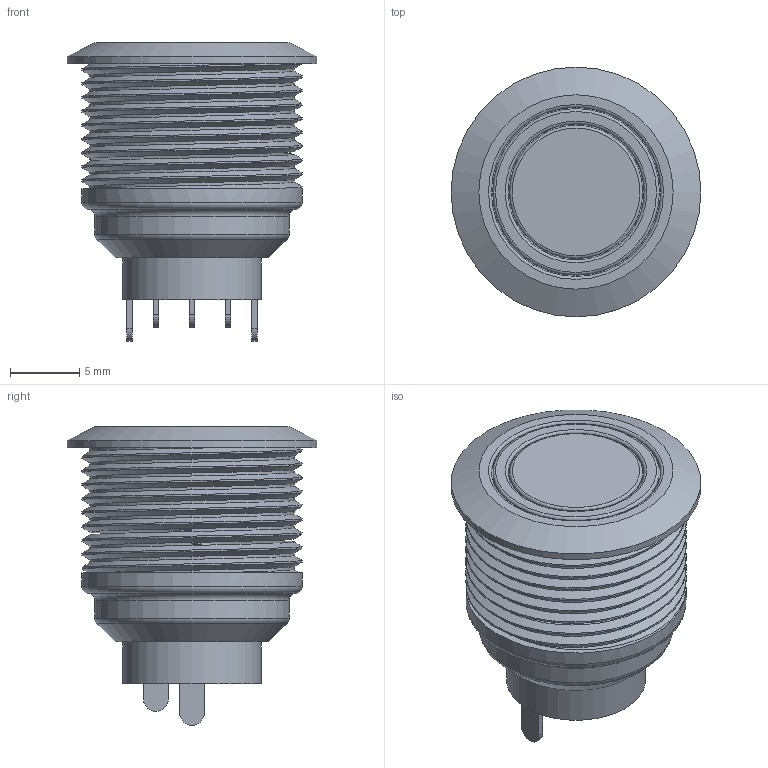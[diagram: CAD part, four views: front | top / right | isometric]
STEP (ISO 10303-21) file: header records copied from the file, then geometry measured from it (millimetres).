
FILE_DESCRIPTION(/* description */ (''),/* implementation_level */ '2;1');
FILE_NAME(/* name */ '3350 RGB button.step',/* time_stamp */ '2018-10-30T14:32:48-04:00',/* author */ ('Adafruit'),/* organization */ (''),/* preprocessor_version */ 'ST-DEVELOPER v17.2',/* originating_system */ 'Autodesk Translation Framework v7.6.0.251',/* authorisation */ '');
FILE_SCHEMA (('AUTOMOTIVE_DESIGN { 1 0 10303 214 3 1 1 }'));
Length unit declared in the file: millimetre
Products named in the file (1): Metal Button (Shorter)
Bounding box: 18 x 18 x 21.5 mm (x, y, z)
Volume: 3095.4 mm3; surface area: 1923.8 mm2
Topology: 8 solids, 8 shells, 80 faces, 184 edges, 123 vertices
Faces by surface type: plane 35, cylinder 34, torus 7, cone 2, bspline 2
Full cylindrical faces by diameter (mm): 9.6 x1, 9.8 x1, 10 x1, 12 x1, 12.2 x1, 14 x1, 14.741 x10, 15.884 x9, 18 x1
Entity records: 4477 total; most frequent: CARTESIAN_POINT 2632, ORIENTED_EDGE 368, DIRECTION 358, EDGE_CURVE 184, AXIS2_PLACEMENT_3D 139, VERTEX_POINT 123, EDGE_LOOP 85, FACE_OUTER_BOUND 80
